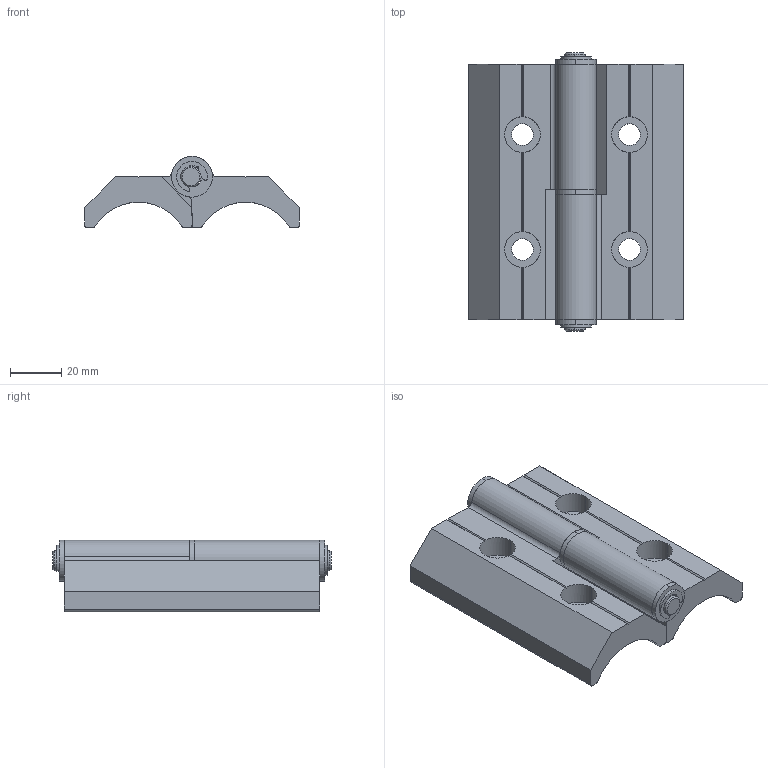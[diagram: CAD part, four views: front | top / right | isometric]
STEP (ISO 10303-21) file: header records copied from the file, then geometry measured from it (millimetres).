
FILE_DESCRIPTION (( 'STEP AP214' ), '1' );
FILE_NAME ('AL-SPS.GH40.STEP', '2026-03-10T08:48:21', ( '' ), ( '' ), 'SwSTEP 2.0', 'SolidWorks 2021', '' );
FILE_SCHEMA (( 'AUTOMOTIVE_DESIGN' ));
Length unit declared in the file: millimetre
Products named in the file (5): AL-SPS.GH40 櫻蠉錪1; AL-SPS.GH40; 櫻蠉錪4^AL-SPS.GH40 鼁闉罻; 櫻蠉錪3^AL-SPS.GH40 鼁闉罻; 櫻蠉錪5^AL-SPS.GH40 鼁闉罻
Assembly tree (8 placements, depth 2):
  AL-SPS.GH40
    AL-SPS.GH40 櫻蠉錪1  x2
    櫻蠉錪3^AL-SPS.GH40 鼁闉罻  x3
    櫻蠉錪4^AL-SPS.GH40 鼁闉罻  x2
    櫻蠉錪5^AL-SPS.GH40 鼁闉罻
Bounding box: 84 x 109 x 28 mm (x, y, z)
Volume: 107789.1 mm3; surface area: 36721.8 mm2
Topology: 8 solids, 8 shells, 156 faces, 404 edges, 268 vertices
Faces by surface type: cylinder 86, plane 66, cone 4
Entity records: 2963 total; most frequent: CARTESIAN_POINT 609, DIRECTION 491, ORIENTED_EDGE 430, EDGE_CURVE 215, AXIS2_PLACEMENT_3D 192, VERTEX_POINT 142, LINE 107, VECTOR 107
